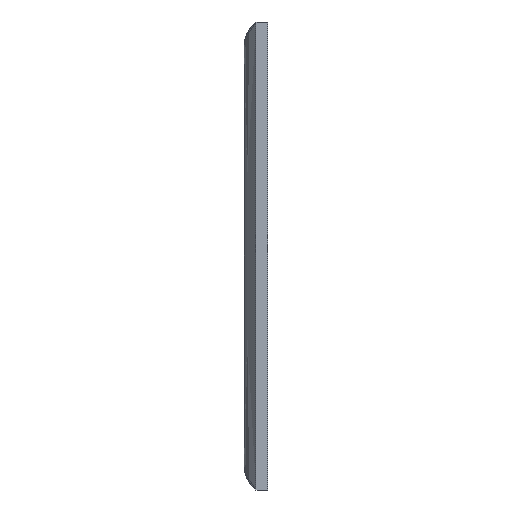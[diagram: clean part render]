
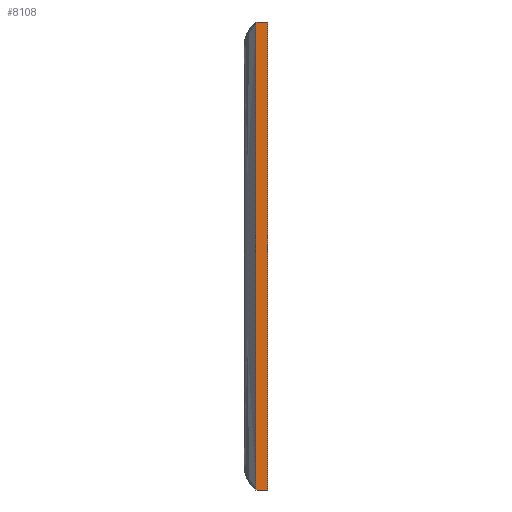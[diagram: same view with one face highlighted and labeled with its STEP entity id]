
A CAD part, left-side view. The second image highlights one B-rep face of the part: STEP entity #8108.
In plain terms, the highlighted planar face has unit normal (-1, 0, 0).
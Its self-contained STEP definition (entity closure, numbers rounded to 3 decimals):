
#1482 = DIRECTION ( 'NONE',  ( 0., -1., 0. ) ) ;
#2841 = DIRECTION ( 'NONE',  ( 1., 0., 0. ) ) ;
#3702 = VECTOR ( 'NONE', #17488, 1000. ) ;
#3990 = VECTOR ( 'NONE', #9431, 1000. ) ;
#4992 = EDGE_CURVE ( 'NONE', #17880, #8126, #17224, .T. ) ;
#5824 = PLANE ( 'NONE',  #17229 ) ;
#6342 = ORIENTED_EDGE ( 'NONE', *, *, #4992, .T. ) ;
#7179 = EDGE_CURVE ( 'NONE', #8126, #7595, #11836, .T. ) ;
#7357 = CARTESIAN_POINT ( 'NONE',  ( -43., 1.5, 29.3 ) ) ;
#7367 = VERTEX_POINT ( 'NONE', #7357 ) ;
#7595 = VERTEX_POINT ( 'NONE', #12705 ) ;
#8108 = ADVANCED_FACE ( 'NONE', ( #16834 ), #5824, .F. ) ;
#8126 = VERTEX_POINT ( 'NONE', #14975 ) ;
#8176 = EDGE_CURVE ( 'NONE', #7367, #7595, #18667, .T. ) ;
#8311 = EDGE_CURVE ( 'NONE', #17880, #7367, #15680, .T. ) ;
#8805 = ORIENTED_EDGE ( 'NONE', *, *, #7179, .T. ) ;
#9053 = CARTESIAN_POINT ( 'NONE',  ( -43., 1.5, -29.3 ) ) ;
#9431 = DIRECTION ( 'NONE',  ( 0., 0., 1. ) ) ;
#10713 = VECTOR ( 'NONE', #1482, 1000. ) ;
#11806 = ORIENTED_EDGE ( 'NONE', *, *, #8311, .F. ) ;
#11836 = LINE ( 'NONE', #16015, #3702 ) ;
#12023 = CARTESIAN_POINT ( 'NONE',  ( -43., 1.5, -29.3 ) ) ;
#12209 = CARTESIAN_POINT ( 'NONE',  ( -43., 1.5, -29.3 ) ) ;
#12216 = CARTESIAN_POINT ( 'NONE',  ( -43., 1.5, 29.3 ) ) ;
#12705 = CARTESIAN_POINT ( 'NONE',  ( -43., 0., 29.3 ) ) ;
#13406 = ORIENTED_EDGE ( 'NONE', *, *, #8176, .F. ) ;
#13525 = DIRECTION ( 'NONE',  ( 0., 0., -1. ) ) ;
#14975 = CARTESIAN_POINT ( 'NONE',  ( -43., 0., -29.3 ) ) ;
#15627 = EDGE_LOOP ( 'NONE', ( #8805, #13406, #11806, #6342 ) ) ;
#15680 = LINE ( 'NONE', #18490, #3990 ) ;
#16015 = CARTESIAN_POINT ( 'NONE',  ( -43., 0., -29.3 ) ) ;
#16760 = VECTOR ( 'NONE', #19598, 1000. ) ;
#16834 = FACE_OUTER_BOUND ( 'NONE', #15627, .T. ) ;
#17224 = LINE ( 'NONE', #12209, #16760 ) ;
#17229 = AXIS2_PLACEMENT_3D ( 'NONE', #12023, #2841, #13525 ) ;
#17488 = DIRECTION ( 'NONE',  ( 0., 0., 1. ) ) ;
#17880 = VERTEX_POINT ( 'NONE', #9053 ) ;
#18490 = CARTESIAN_POINT ( 'NONE',  ( -43., 1.5, -29.3 ) ) ;
#18667 = LINE ( 'NONE', #12216, #10713 ) ;
#19598 = DIRECTION ( 'NONE',  ( 0., -1., 0. ) ) ;
